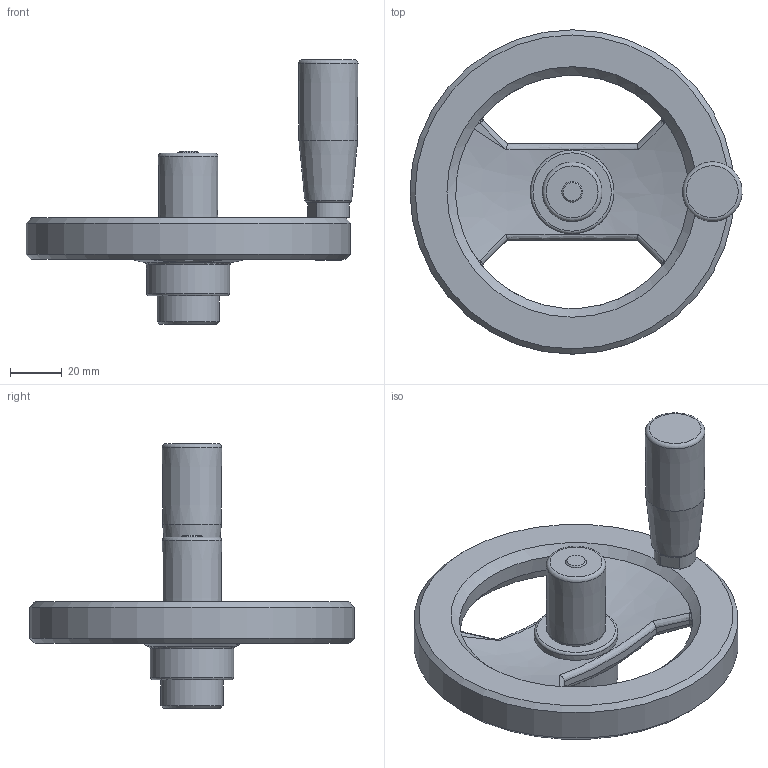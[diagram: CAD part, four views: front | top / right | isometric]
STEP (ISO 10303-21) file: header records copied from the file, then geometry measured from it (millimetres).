
FILE_DESCRIPTION( ( 'Unknown' ), '1' );
FILE_NAME( '6108007_VR2A_125-M.stp', 'Unknown', ( 'Unknown' ), ( 'Unknown' ), 'PSStep 10.0', 'Unknown', ' ' );
FILE_SCHEMA( ( 'automotive_design' ) );
Length unit declared in the file: millimetre
Products named in the file (7): Assem1; 6108007; 1801090; 1831049; 1833020; 1831035; 8900106
Bounding box: 127.95 x 125 x 102 mm (x, y, z)
Volume: 296160.1 mm3; surface area: 86293.8 mm2
Topology: 12 solids, 12 shells, 236 faces, 526 edges, 322 vertices
Faces by surface type: plane 70, cylinder 58, cone 48, bspline 48, torus 12
Full cylindrical faces by diameter (mm): 6 x2, 6.5 x2, 6.6 x2, 6.647 x2, 6.8 x2, 7.9 x2, 8 x2, 10 x8, 20 x4, 24 x2, 26 x4, 32.2 x4, 125 x2
Entity records: 5252 total; most frequent: CARTESIAN_POINT 2906, DIRECTION 412, ORIENTED_EDGE 404, EDGE_CURVE 202, AXIS2_PLACEMENT_3D 190, EDGE_LOOP 173, VERTEX_POINT 146, FACE_OUTER_BOUND 143
